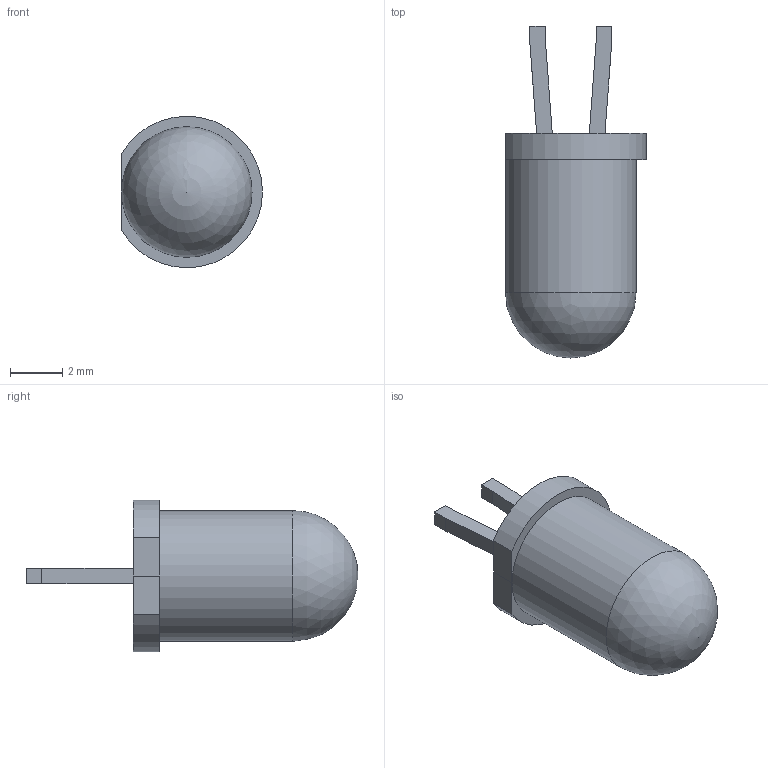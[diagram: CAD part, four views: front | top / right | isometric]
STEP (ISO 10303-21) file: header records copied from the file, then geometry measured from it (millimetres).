
FILE_DESCRIPTION(('FreeCAD Model'),'2;1');
FILE_NAME('Open CASCADE Shape Model','2022-01-03T09:00:53',('Author'),( ''),'Open CASCADE STEP processor 7.5','FreeCAD','Unknown');
FILE_SCHEMA(('AUTOMOTIVE_DESIGN { 1 0 10303 214 1 1 1 1 }'));
Length unit declared in the file: millimetre
Products named in the file (1): Cut
Bounding box: 5.4 x 12.71 x 5.8 mm (x, y, z)
Volume: 161.4 mm3; surface area: 188.8 mm2
Topology: 1 solids, 1 shells, 27 faces, 66 edges, 42 vertices
Faces by surface type: plane 23, cylinder 3, sphere 1
Full cylindrical faces by diameter (mm): 5 x1
Entity records: 982 total; most frequent: CARTESIAN_POINT 135, DIRECTION 133, ORIENTED_EDGE 130, EDGE_CURVE 65, LINE 53, VECTOR 53, VERTEX_POINT 42, AXIS2_PLACEMENT_3D 40
